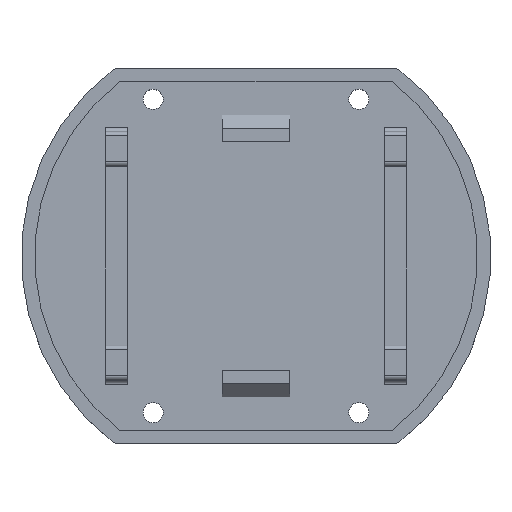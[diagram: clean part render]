
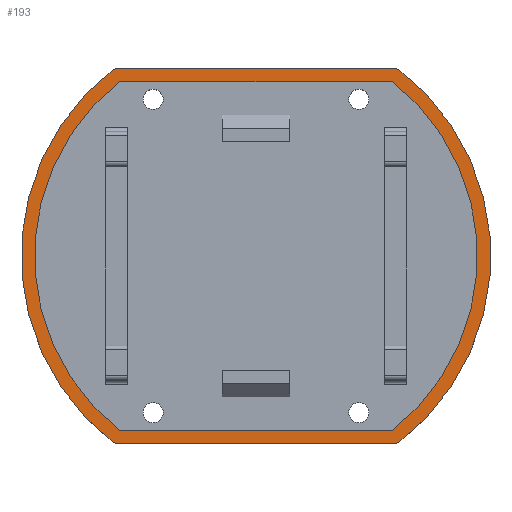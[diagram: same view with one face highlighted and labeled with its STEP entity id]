
A CAD part, top view. The second image highlights one B-rep face of the part: STEP entity #193.
In plain terms, the highlighted face is planar.
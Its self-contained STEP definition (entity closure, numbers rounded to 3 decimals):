
#38 = DIRECTION ( 'NONE',  ( 0., 0., 1. ) ) ;
#81 = VECTOR ( 'NONE', #792, 1000. ) ;
#135 = ORIENTED_EDGE ( 'NONE', *, *, #149, .T. ) ;
#144 = ORIENTED_EDGE ( 'NONE', *, *, #1102, .T. ) ;
#149 = EDGE_CURVE ( 'NONE', #1614, #872, #750, .T. ) ;
#154 = VERTEX_POINT ( 'NONE', #943 ) ;
#177 = EDGE_CURVE ( 'NONE', #996, #889, #702, .T. ) ;
#186 = CARTESIAN_POINT ( 'NONE',  ( 31.5, 6., -42. ) ) ;
#193 = ADVANCED_FACE ( 'NONE', ( #248, #1054 ), #496, .T. ) ;
#238 = ORIENTED_EDGE ( 'NONE', *, *, #1534, .F. ) ;
#248 = FACE_OUTER_BOUND ( 'NONE', #768, .T. ) ;
#327 = DIRECTION ( 'NONE',  ( 1., 0., 0. ) ) ;
#334 = CARTESIAN_POINT ( 'NONE',  ( 0., 6., 0. ) ) ;
#335 = AXIS2_PLACEMENT_3D ( 'NONE', #752, #1774, #893 ) ;
#356 = LINE ( 'NONE', #1231, #1930 ) ;
#358 = DIRECTION ( 'NONE',  ( -1., 0., 0. ) ) ;
#402 = ORIENTED_EDGE ( 'NONE', *, *, #1141, .T. ) ;
#420 = CARTESIAN_POINT ( 'NONE',  ( -30.484, 6., -39. ) ) ;
#496 = PLANE ( 'NONE',  #1124 ) ;
#583 = ORIENTED_EDGE ( 'NONE', *, *, #1646, .T. ) ;
#589 = VERTEX_POINT ( 'NONE', #1300 ) ;
#594 = ORIENTED_EDGE ( 'NONE', *, *, #737, .F. ) ;
#642 = DIRECTION ( 'NONE',  ( 0., 0., 1. ) ) ;
#647 = VECTOR ( 'NONE', #358, 1000. ) ;
#648 = EDGE_CURVE ( 'NONE', #889, #718, #1096, .T. ) ;
#652 = CARTESIAN_POINT ( 'NONE',  ( 0., 6., 0. ) ) ;
#658 = AXIS2_PLACEMENT_3D ( 'NONE', #1658, #774, #1797 ) ;
#702 = LINE ( 'NONE', #821, #647 ) ;
#718 = VERTEX_POINT ( 'NONE', #1720 ) ;
#726 = CARTESIAN_POINT ( 'NONE',  ( -31.5, 6., -42. ) ) ;
#737 = EDGE_CURVE ( 'NONE', #718, #924, #1351, .T. ) ;
#750 = LINE ( 'NONE', #1273, #81 ) ;
#752 = CARTESIAN_POINT ( 'NONE',  ( 0., 6., 0. ) ) ;
#768 = EDGE_LOOP ( 'NONE', ( #583, #144, #402, #135 ) ) ;
#774 = DIRECTION ( 'NONE',  ( 0., 1., 0. ) ) ;
#792 = DIRECTION ( 'NONE',  ( -1., 0., 0. ) ) ;
#804 = DIRECTION ( 'NONE',  ( 0., 0., 1. ) ) ;
#821 = CARTESIAN_POINT ( 'NONE',  ( 30.484, 6., -39. ) ) ;
#872 = VERTEX_POINT ( 'NONE', #726 ) ;
#889 = VERTEX_POINT ( 'NONE', #420 ) ;
#893 = DIRECTION ( 'NONE',  ( 0., 0., 1. ) ) ;
#924 = VERTEX_POINT ( 'NONE', #1189 ) ;
#943 = CARTESIAN_POINT ( 'NONE',  ( -31.5, 6., 42. ) ) ;
#949 = VECTOR ( 'NONE', #1296, 1000. ) ;
#953 = DIRECTION ( 'NONE',  ( 0., 1., 0. ) ) ;
#996 = VERTEX_POINT ( 'NONE', #1205 ) ;
#1054 = FACE_BOUND ( 'NONE', #1139, .T. ) ;
#1096 = CIRCLE ( 'NONE', #335, 49.5 ) ;
#1102 = EDGE_CURVE ( 'NONE', #154, #589, #356, .T. ) ;
#1124 = AXIS2_PLACEMENT_3D ( 'NONE', #334, #1298, #642 ) ;
#1139 = EDGE_LOOP ( 'NONE', ( #1180, #238, #594, #1201 ) ) ;
#1141 = EDGE_CURVE ( 'NONE', #589, #1614, #1891, .T. ) ;
#1162 = CIRCLE ( 'NONE', #658, 49.5 ) ;
#1180 = ORIENTED_EDGE ( 'NONE', *, *, #177, .F. ) ;
#1189 = CARTESIAN_POINT ( 'NONE',  ( 30.484, 6., 39. ) ) ;
#1201 = ORIENTED_EDGE ( 'NONE', *, *, #648, .F. ) ;
#1205 = CARTESIAN_POINT ( 'NONE',  ( 30.484, 6., -39. ) ) ;
#1231 = CARTESIAN_POINT ( 'NONE',  ( -31.5, 6., 42. ) ) ;
#1270 = CIRCLE ( 'NONE', #1472, 52.5 ) ;
#1273 = CARTESIAN_POINT ( 'NONE',  ( 31.5, 6., -42. ) ) ;
#1296 = DIRECTION ( 'NONE',  ( 1., 0., 0. ) ) ;
#1298 = DIRECTION ( 'NONE',  ( 0., 1., 0. ) ) ;
#1300 = CARTESIAN_POINT ( 'NONE',  ( 31.5, 6., 42. ) ) ;
#1351 = LINE ( 'NONE', #1451, #949 ) ;
#1447 = AXIS2_PLACEMENT_3D ( 'NONE', #652, #1685, #804 ) ;
#1451 = CARTESIAN_POINT ( 'NONE',  ( -30.484, 6., 39. ) ) ;
#1472 = AXIS2_PLACEMENT_3D ( 'NONE', #1829, #953, #38 ) ;
#1534 = EDGE_CURVE ( 'NONE', #924, #996, #1162, .T. ) ;
#1614 = VERTEX_POINT ( 'NONE', #186 ) ;
#1646 = EDGE_CURVE ( 'NONE', #872, #154, #1270, .T. ) ;
#1658 = CARTESIAN_POINT ( 'NONE',  ( 0., 6., 0. ) ) ;
#1685 = DIRECTION ( 'NONE',  ( 0., 1., 0. ) ) ;
#1720 = CARTESIAN_POINT ( 'NONE',  ( -30.484, 6., 39. ) ) ;
#1774 = DIRECTION ( 'NONE',  ( 0., 1., 0. ) ) ;
#1797 = DIRECTION ( 'NONE',  ( 0., 0., 1. ) ) ;
#1829 = CARTESIAN_POINT ( 'NONE',  ( 0., 6., 0. ) ) ;
#1891 = CIRCLE ( 'NONE', #1447, 52.5 ) ;
#1930 = VECTOR ( 'NONE', #327, 1000. ) ;
